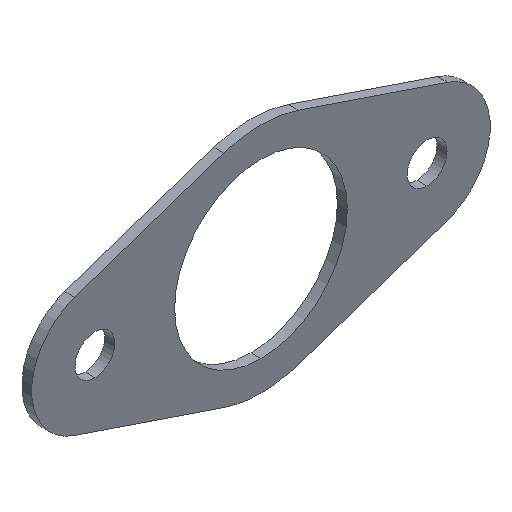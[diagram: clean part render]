
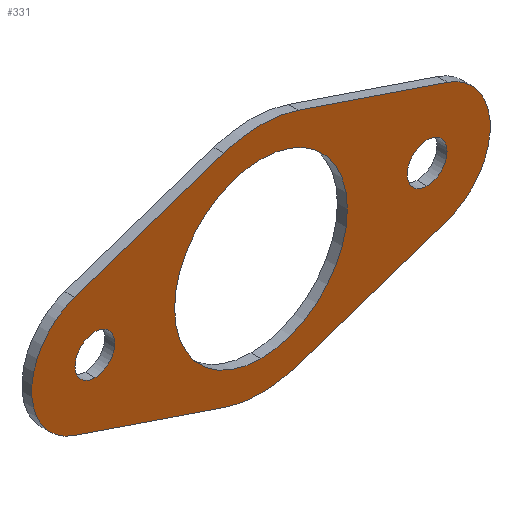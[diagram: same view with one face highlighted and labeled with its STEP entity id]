
A CAD part, isometric view. The second image highlights one B-rep face of the part: STEP entity #331.
In plain terms, the highlighted planar face has unit normal (0, -1, 0).
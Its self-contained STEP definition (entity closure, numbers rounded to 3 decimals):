
#28 = FACE_BOUND ( 'NONE', #125, .T. ) ;
#30 = FACE_BOUND ( 'NONE', #114, .T. ) ;
#32 = FACE_OUTER_BOUND ( 'NONE', #118, .T. ) ;
#37 = FACE_BOUND ( 'NONE', #120, .T. ) ;
#40 = CIRCLE ( 'NONE', #272, 35. ) ;
#43 = CIRCLE ( 'NONE', #270, 6. ) ;
#45 = CIRCLE ( 'NONE', #275, 6. ) ;
#62 = CIRCLE ( 'NONE', #281, 19. ) ;
#65 = CIRCLE ( 'NONE', #279, 35. ) ;
#70 = VECTOR ( 'NONE', #494, 1000. ) ;
#71 = LINE ( 'NONE', #496, #70 ) ;
#74 = CIRCLE ( 'NONE', #284, 26. ) ;
#77 = CIRCLE ( 'NONE', #283, 19. ) ;
#82 = CIRCLE ( 'NONE', #282, 6. ) ;
#83 = LINE ( 'NONE', #352, #88 ) ;
#85 = CIRCLE ( 'NONE', #285, 35. ) ;
#88 = VECTOR ( 'NONE', #538, 1000. ) ;
#91 = VECTOR ( 'NONE', #353, 1000. ) ;
#92 = CIRCLE ( 'NONE', #286, 6. ) ;
#93 = LINE ( 'NONE', #579, #104 ) ;
#94 = LINE ( 'NONE', #589, #91 ) ;
#101 = CIRCLE ( 'NONE', #289, 26. ) ;
#104 = VECTOR ( 'NONE', #597, 1000. ) ;
#114 = EDGE_LOOP ( 'NONE', ( #189, #191 ) ) ;
#118 = EDGE_LOOP ( 'NONE', ( #180, #181, #182, #183, #184, #185, #186, #187, #188 ) ) ;
#120 = EDGE_LOOP ( 'NONE', ( #178, #179 ) ) ;
#125 = EDGE_LOOP ( 'NONE', ( #192, #190 ) ) ;
#178 = ORIENTED_EDGE ( 'NONE', *, *, #322, .T. ) ;
#179 = ORIENTED_EDGE ( 'NONE', *, *, #291, .T. ) ;
#180 = ORIENTED_EDGE ( 'NONE', *, *, #308, .F. ) ;
#181 = ORIENTED_EDGE ( 'NONE', *, *, #293, .F. ) ;
#182 = ORIENTED_EDGE ( 'NONE', *, *, #310, .F. ) ;
#183 = ORIENTED_EDGE ( 'NONE', *, *, #292, .F. ) ;
#184 = ORIENTED_EDGE ( 'NONE', *, *, #295, .F. ) ;
#185 = ORIENTED_EDGE ( 'NONE', *, *, #298, .F. ) ;
#186 = ORIENTED_EDGE ( 'NONE', *, *, #301, .F. ) ;
#187 = ORIENTED_EDGE ( 'NONE', *, *, #306, .F. ) ;
#188 = ORIENTED_EDGE ( 'NONE', *, *, #325, .F. ) ;
#189 = ORIENTED_EDGE ( 'NONE', *, *, #249, .T. ) ;
#190 = ORIENTED_EDGE ( 'NONE', *, *, #297, .T. ) ;
#191 = ORIENTED_EDGE ( 'NONE', *, *, #303, .T. ) ;
#192 = ORIENTED_EDGE ( 'NONE', *, *, #323, .T. ) ;
#249 = EDGE_CURVE ( 'NONE', #578, #360, #101, .T. ) ;
#266 = AXIS2_PLACEMENT_3D ( 'NONE', #557, #371, #447 ) ;
#270 = AXIS2_PLACEMENT_3D ( 'NONE', #478, #505, #510 ) ;
#272 = AXIS2_PLACEMENT_3D ( 'NONE', #535, #532, #537 ) ;
#275 = AXIS2_PLACEMENT_3D ( 'NONE', #503, #568, #495 ) ;
#279 = AXIS2_PLACEMENT_3D ( 'NONE', #519, #490, #489 ) ;
#281 = AXIS2_PLACEMENT_3D ( 'NONE', #483, #480, #479 ) ;
#282 = AXIS2_PLACEMENT_3D ( 'NONE', #446, #562, #515 ) ;
#283 = AXIS2_PLACEMENT_3D ( 'NONE', #533, #526, #598 ) ;
#284 = AXIS2_PLACEMENT_3D ( 'NONE', #517, #511, #509 ) ;
#285 = AXIS2_PLACEMENT_3D ( 'NONE', #593, #444, #599 ) ;
#286 = AXIS2_PLACEMENT_3D ( 'NONE', #580, #588, #587 ) ;
#289 = AXIS2_PLACEMENT_3D ( 'NONE', #564, #592, #366 ) ;
#291 = EDGE_CURVE ( 'NONE', #357, #358, #92, .T. ) ;
#292 = EDGE_CURVE ( 'NONE', #356, #355, #93, .T. ) ;
#293 = EDGE_CURVE ( 'NONE', #486, #504, #94, .T. ) ;
#295 = EDGE_CURVE ( 'NONE', #373, #356, #85, .T. ) ;
#297 = EDGE_CURVE ( 'NONE', #362, #574, #82, .T. ) ;
#298 = EDGE_CURVE ( 'NONE', #501, #373, #83, .T. ) ;
#301 = EDGE_CURVE ( 'NONE', #497, #501, #77, .T. ) ;
#303 = EDGE_CURVE ( 'NONE', #360, #578, #74, .T. ) ;
#306 = EDGE_CURVE ( 'NONE', #573, #497, #71, .T. ) ;
#308 = EDGE_CURVE ( 'NONE', #504, #595, #65, .T. ) ;
#310 = EDGE_CURVE ( 'NONE', #355, #486, #62, .T. ) ;
#322 = EDGE_CURVE ( 'NONE', #358, #357, #45, .T. ) ;
#323 = EDGE_CURVE ( 'NONE', #574, #362, #43, .T. ) ;
#325 = EDGE_CURVE ( 'NONE', #595, #573, #40, .T. ) ;
#331 = ADVANCED_FACE ( 'NONE', ( #37, #32, #30, #28 ), #536, .F. ) ;
#352 = CARTESIAN_POINT ( 'NONE',  ( -56.08, 0., 18.001 ) ) ;
#353 = DIRECTION ( 'NONE',  ( -0.947, 0., -0.32 ) ) ;
#355 = VERTEX_POINT ( 'NONE', #461 ) ;
#356 = VERTEX_POINT ( 'NONE', #460 ) ;
#357 = VERTEX_POINT ( 'NONE', #459 ) ;
#358 = VERTEX_POINT ( 'NONE', #422 ) ;
#360 = VERTEX_POINT ( 'NONE', #454 ) ;
#362 = VERTEX_POINT ( 'NONE', #414 ) ;
#366 = DIRECTION ( 'NONE',  ( 0., 0., 1. ) ) ;
#371 = DIRECTION ( 'NONE',  ( 0., 1., 0. ) ) ;
#373 = VERTEX_POINT ( 'NONE', #498 ) ;
#382 = CARTESIAN_POINT ( 'NONE',  ( 0., 0., -26. ) ) ;
#388 = CARTESIAN_POINT ( 'NONE',  ( 0., 0., -35. ) ) ;
#412 = CARTESIAN_POINT ( 'NONE',  ( -56.08, 0., 18.001 ) ) ;
#414 = CARTESIAN_POINT ( 'NONE',  ( 50., 0., 6. ) ) ;
#422 = CARTESIAN_POINT ( 'NONE',  ( -50., 0., -6. ) ) ;
#424 = CARTESIAN_POINT ( 'NONE',  ( -56.08, 0., -18.001 ) ) ;
#425 = CARTESIAN_POINT ( 'NONE',  ( 56.08, 0., -18.001 ) ) ;
#437 = CARTESIAN_POINT ( 'NONE',  ( -11.2, 0., -33.16 ) ) ;
#438 = CARTESIAN_POINT ( 'NONE',  ( 11.2, 0., -33.16 ) ) ;
#439 = CARTESIAN_POINT ( 'NONE',  ( 50., 0., -6. ) ) ;
#444 = DIRECTION ( 'NONE',  ( 0., 1., 0. ) ) ;
#446 = CARTESIAN_POINT ( 'NONE',  ( 50., 0., 0. ) ) ;
#447 = DIRECTION ( 'NONE',  ( 0., 0., 1. ) ) ;
#454 = CARTESIAN_POINT ( 'NONE',  ( 0., 0., 26. ) ) ;
#459 = CARTESIAN_POINT ( 'NONE',  ( -50., 0., 6. ) ) ;
#460 = CARTESIAN_POINT ( 'NONE',  ( 11.2, 0., 33.16 ) ) ;
#461 = CARTESIAN_POINT ( 'NONE',  ( 56.08, 0., 18.001 ) ) ;
#478 = CARTESIAN_POINT ( 'NONE',  ( 50., 0., 0. ) ) ;
#479 = DIRECTION ( 'NONE',  ( 0., 0., 1. ) ) ;
#480 = DIRECTION ( 'NONE',  ( 0., 1., 0. ) ) ;
#483 = CARTESIAN_POINT ( 'NONE',  ( 50., 0., 0. ) ) ;
#486 = VERTEX_POINT ( 'NONE', #425 ) ;
#489 = DIRECTION ( 'NONE',  ( 0., 0., 1. ) ) ;
#490 = DIRECTION ( 'NONE',  ( 0., 1., 0. ) ) ;
#494 = DIRECTION ( 'NONE',  ( -0.947, 0., 0.32 ) ) ;
#495 = DIRECTION ( 'NONE',  ( 0., 0., 1. ) ) ;
#496 = CARTESIAN_POINT ( 'NONE',  ( -56.08, 0., -18.001 ) ) ;
#497 = VERTEX_POINT ( 'NONE', #424 ) ;
#498 = CARTESIAN_POINT ( 'NONE',  ( -11.2, 0., 33.16 ) ) ;
#501 = VERTEX_POINT ( 'NONE', #412 ) ;
#503 = CARTESIAN_POINT ( 'NONE',  ( -50., 0., 0. ) ) ;
#504 = VERTEX_POINT ( 'NONE', #438 ) ;
#505 = DIRECTION ( 'NONE',  ( 0., 1., 0. ) ) ;
#509 = DIRECTION ( 'NONE',  ( 0., 0., 1. ) ) ;
#510 = DIRECTION ( 'NONE',  ( 0., 0., 1. ) ) ;
#511 = DIRECTION ( 'NONE',  ( 0., 1., 0. ) ) ;
#515 = DIRECTION ( 'NONE',  ( 0., 0., 1. ) ) ;
#517 = CARTESIAN_POINT ( 'NONE',  ( 0., 0., 0. ) ) ;
#519 = CARTESIAN_POINT ( 'NONE',  ( 0., 0., 0. ) ) ;
#526 = DIRECTION ( 'NONE',  ( 0., 1., 0. ) ) ;
#532 = DIRECTION ( 'NONE',  ( 0., 1., 0. ) ) ;
#533 = CARTESIAN_POINT ( 'NONE',  ( -50., 0., 0. ) ) ;
#535 = CARTESIAN_POINT ( 'NONE',  ( 0., 0., 0. ) ) ;
#536 = PLANE ( 'NONE',  #266 ) ;
#537 = DIRECTION ( 'NONE',  ( 0., 0., 1. ) ) ;
#538 = DIRECTION ( 'NONE',  ( 0.947, 0., 0.32 ) ) ;
#557 = CARTESIAN_POINT ( 'NONE',  ( 0., 0., 0. ) ) ;
#562 = DIRECTION ( 'NONE',  ( 0., 1., 0. ) ) ;
#564 = CARTESIAN_POINT ( 'NONE',  ( 0., 0., 0. ) ) ;
#568 = DIRECTION ( 'NONE',  ( 0., 1., 0. ) ) ;
#573 = VERTEX_POINT ( 'NONE', #437 ) ;
#574 = VERTEX_POINT ( 'NONE', #439 ) ;
#578 = VERTEX_POINT ( 'NONE', #382 ) ;
#579 = CARTESIAN_POINT ( 'NONE',  ( 56.08, 0., 18.001 ) ) ;
#580 = CARTESIAN_POINT ( 'NONE',  ( -50., 0., 0. ) ) ;
#587 = DIRECTION ( 'NONE',  ( 0., 0., 1. ) ) ;
#588 = DIRECTION ( 'NONE',  ( 0., 1., 0. ) ) ;
#589 = CARTESIAN_POINT ( 'NONE',  ( 11.2, 0., -33.16 ) ) ;
#592 = DIRECTION ( 'NONE',  ( 0., 1., 0. ) ) ;
#593 = CARTESIAN_POINT ( 'NONE',  ( 0., 0., 0. ) ) ;
#595 = VERTEX_POINT ( 'NONE', #388 ) ;
#597 = DIRECTION ( 'NONE',  ( 0.947, 0., -0.32 ) ) ;
#598 = DIRECTION ( 'NONE',  ( 0., 0., 1. ) ) ;
#599 = DIRECTION ( 'NONE',  ( 0., 0., 1. ) ) ;
